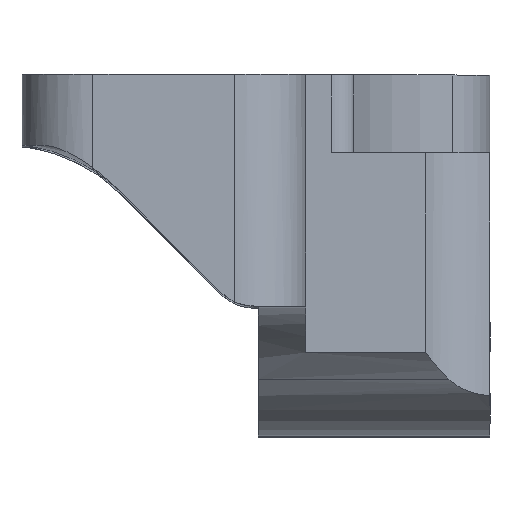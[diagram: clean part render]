
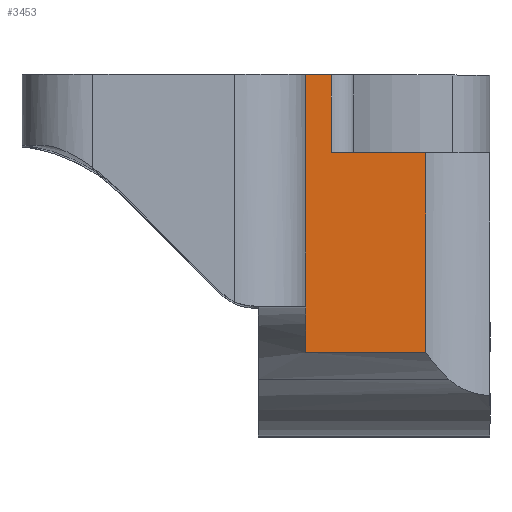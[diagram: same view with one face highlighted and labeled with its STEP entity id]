
A CAD part, top view. The second image highlights one B-rep face of the part: STEP entity #3453.
In plain terms, the highlighted planar face has unit normal (0, 0, 1).
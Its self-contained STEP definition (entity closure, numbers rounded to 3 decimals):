
#347=FACE_OUTER_BOUND('',#544,.T.);
#544=EDGE_LOOP('',(#2467,#2468,#2469,#2470,#2471,#2472));
#819=LINE('',#5378,#1157);
#827=LINE('',#5427,#1165);
#829=LINE('',#5433,#1167);
#830=LINE('',#5435,#1168);
#831=LINE('',#5436,#1169);
#832=LINE('',#5437,#1170);
#1157=VECTOR('',#4178,10.);
#1165=VECTOR('',#4208,10.);
#1167=VECTOR('',#4214,10.);
#1168=VECTOR('',#4215,10.);
#1169=VECTOR('',#4216,10.);
#1170=VECTOR('',#4217,10.);
#1475=VERTEX_POINT('',#5362);
#1480=VERTEX_POINT('',#5371);
#1495=VERTEX_POINT('',#5424);
#1496=VERTEX_POINT('',#5426);
#1498=VERTEX_POINT('',#5432);
#1499=VERTEX_POINT('',#5434);
#1853=EDGE_CURVE('',#1475,#1480,#819,.F.);
#1870=EDGE_CURVE('',#1495,#1496,#827,.T.);
#1873=EDGE_CURVE('',#1498,#1496,#829,.T.);
#1874=EDGE_CURVE('',#1499,#1495,#830,.T.);
#1875=EDGE_CURVE('',#1499,#1475,#831,.T.);
#1876=EDGE_CURVE('',#1480,#1498,#832,.T.);
#2467=ORIENTED_EDGE('',*,*,#1873,.T.);
#2468=ORIENTED_EDGE('',*,*,#1870,.F.);
#2469=ORIENTED_EDGE('',*,*,#1874,.F.);
#2470=ORIENTED_EDGE('',*,*,#1875,.T.);
#2471=ORIENTED_EDGE('',*,*,#1853,.T.);
#2472=ORIENTED_EDGE('',*,*,#1876,.T.);
#3337=PLANE('',#3687);
#3453=ADVANCED_FACE('',(#347),#3337,.T.);
#3687=AXIS2_PLACEMENT_3D('',#5431,#4212,#4213);
#4178=DIRECTION('',(-1.,0.,0.));
#4208=DIRECTION('',(0.,-1.,0.));
#4212=DIRECTION('center_axis',(0.,0.,
1.));
#4213=DIRECTION('ref_axis',(0.,-1.,0.));
#4214=DIRECTION('',(-1.,0.,0.));
#4215=DIRECTION('',(1.,0.,0.));
#4216=DIRECTION('',(0.,-1.,0.));
#4217=DIRECTION('',(0.,1.,0.));
#5362=CARTESIAN_POINT('',(6.,-8.758,18.));
#5371=CARTESIAN_POINT('',(11.085,-8.758,18.));
#5378=CARTESIAN_POINT('',(6.,-8.758,18.));
#5424=CARTESIAN_POINT('',(7.083,3.,18.));
#5426=CARTESIAN_POINT('',(7.083,-0.3,18.));
#5427=CARTESIAN_POINT('',(7.083,-0.3,18.));
#5431=CARTESIAN_POINT('Origin',(6.,0.,18.));
#5432=CARTESIAN_POINT('',(11.085,-0.3,18.));
#5433=CARTESIAN_POINT('',(12.75,-0.3,18.));
#5434=CARTESIAN_POINT('',(6.,3.,18.));
#5435=CARTESIAN_POINT('',(5.615,3.,18.));
#5436=CARTESIAN_POINT('',(6.,0.,18.));
#5437=CARTESIAN_POINT('',(11.085,3.,18.));
